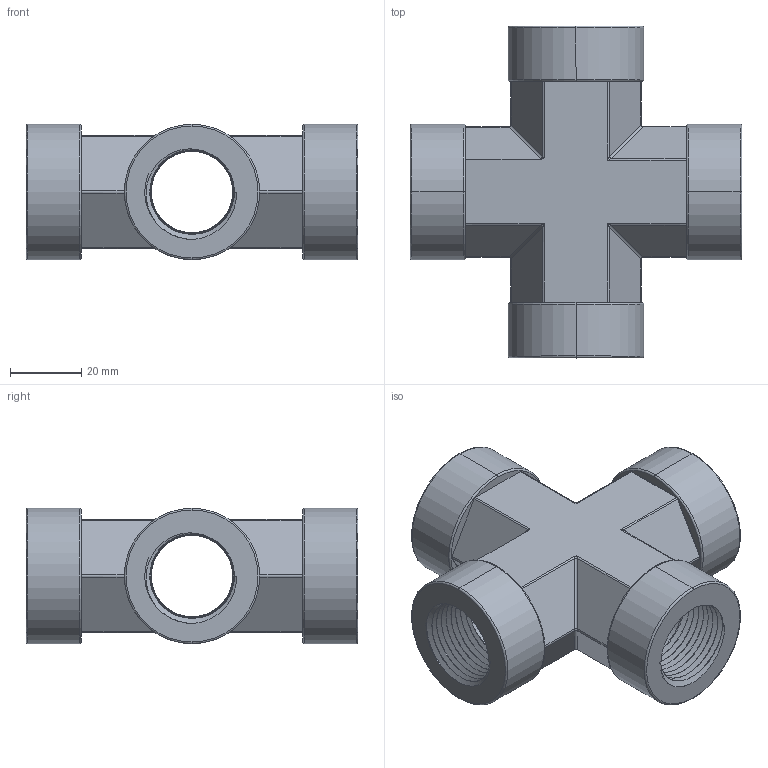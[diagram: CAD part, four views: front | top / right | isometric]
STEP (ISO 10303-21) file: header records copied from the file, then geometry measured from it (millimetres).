
FILE_DESCRIPTION((''),'2;1');
FILE_NAME('001_H-SXA_MASTER','2025-07-08T08:16:31',('Administrator'),(''),'CREO PARAMETRIC BY PTC INC, 2020184','CREO PARAMETRIC BY PTC INC, 2020184','');
FILE_SCHEMA(('AUTOMOTIVE_DESIGN { 1 0 10303 214 1 1 1 1 }'));
Products named in the file (1): 001_H-SXA_MASTER
Bounding box: 93 x 93 x 38 mm (x, y, z)
Volume: 78847.4 mm3; surface area: 35496.7 mm2
Topology: 1 solids, 1 shells, 254 faces, 646 edges, 406 vertices
Faces by surface type: cylinder 70, cone 60, bspline 57, plane 38, torus 29
Entity records: 36387 total; most frequent: CARTESIAN_POINT 28774, ORIENTED_EDGE 1258, DIRECTION 955, PRESENTATION_STYLE_ASSIGNMENT 644, STYLED_ITEM 644, CURVE_STYLE 643, EDGE_CURVE 629, VERTEX_POINT 379
